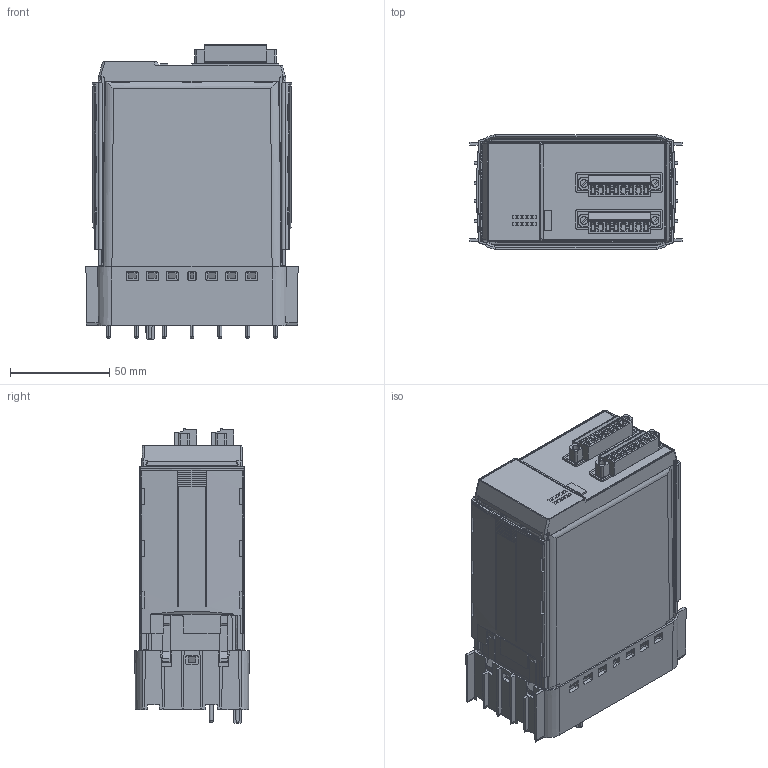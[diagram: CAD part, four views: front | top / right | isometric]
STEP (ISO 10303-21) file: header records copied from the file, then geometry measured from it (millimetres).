
FILE_DESCRIPTION((''),'2;1');
FILE_NAME('CAD-8534_SCHRUMPF_2X8ER_ASM','2022-10-06T15:08:38',('creinig-se'),(''),'CREO PARAMETRIC BY PTC INC, 2019292','CREO PARAMETRIC BY PTC INC, 2019292','');
FILE_SCHEMA(('CONFIG_CONTROL_DESIGN','SHAPE_APPEARANCE_LAYERS_GROUPS'));
Products named in the file (3): CAD-8534_SCHRUMPF_CAD2153; CAD-1827761_8PIN; CAD-8534_SCHRUMPF_2X8ER_ASM
Assembly tree (3 placements, depth 2):
  CAD-8534_SCHRUMPF_2X8ER_ASM
    CAD-8534_SCHRUMPF_CAD2153
    CAD-1827761_8PIN  x2
Bounding box: 106.62 x 57.5 x 148.25 mm (x, y, z)
Volume: 627937.5 mm3; surface area: 102962.2 mm2
Topology: 3 solids, 3 shells, 3685 faces, 10239 edges, 6651 vertices
Faces by surface type: plane 2243, cylinder 915, cone 192, bspline 143, torus 134, sphere 48, extrusion 10
Entity records: 129040 total; most frequent: CARTESIAN_POINT 33468, ORIENTED_EDGE 17090, DIRECTION 13509, EDGE_CURVE 8545, VERTEX_POINT 5581, VECTOR 5475, LINE 5465, AXIS2_PLACEMENT_3D 4017
